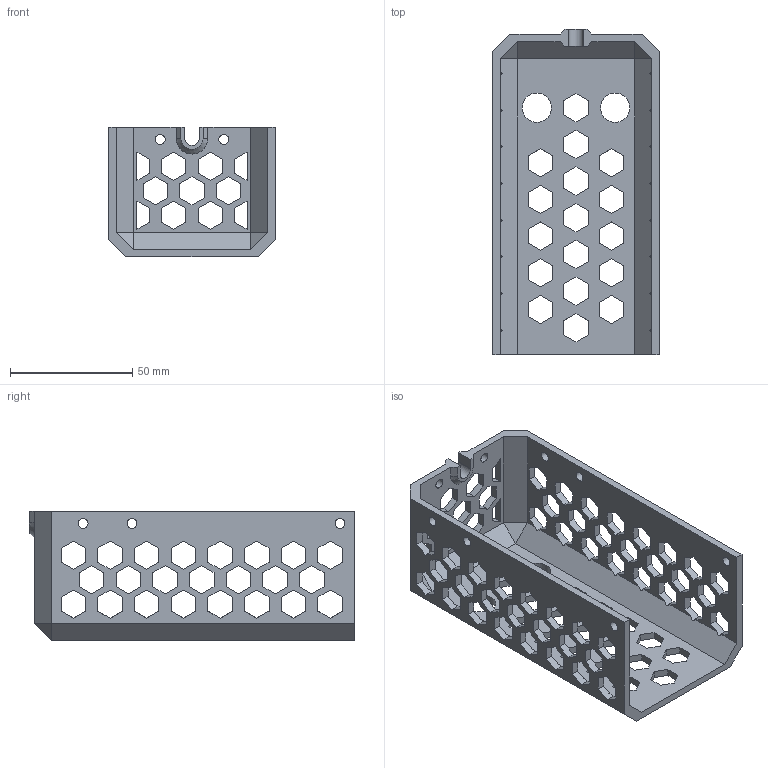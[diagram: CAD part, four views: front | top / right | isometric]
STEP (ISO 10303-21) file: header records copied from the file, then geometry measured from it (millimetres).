
FILE_DESCRIPTION(('STEP AP242'), '1');
FILE_NAME('itemEngineModuleFoundationTop', '', ('UNSPECIFIED'), ('UNSPECIFIED'), 'C3D Converter', 'C3D Toolkit', '');
FILE_SCHEMA(('AP242_MANAGED_MODEL_BASED_3D_ENGINEERING_MIM_LF { 1 0 10303 442 1 1 4 }'));
Length unit declared in the file: millimetre
Bounding box: 68 x 133 x 53 mm (x, y, z)
Volume: 55294.6 mm3; surface area: 43263.5 mm2
Topology: 1 solids, 1 shells, 482 faces, 1476 edges, 980 vertices
Faces by surface type: plane 469, cylinder 11, cone 2
Full cylindrical faces by diameter (mm): 4 x8, 12 x2
Entity records: 16471 total; most frequent: ORIENTED_EDGE 2932, CARTESIAN_POINT 2929, DIRECTION 2458, EDGE_CURVE 1466, LINE 1440, VECTOR 1440, VERTEX_POINT 980, EDGE_LOOP 644
